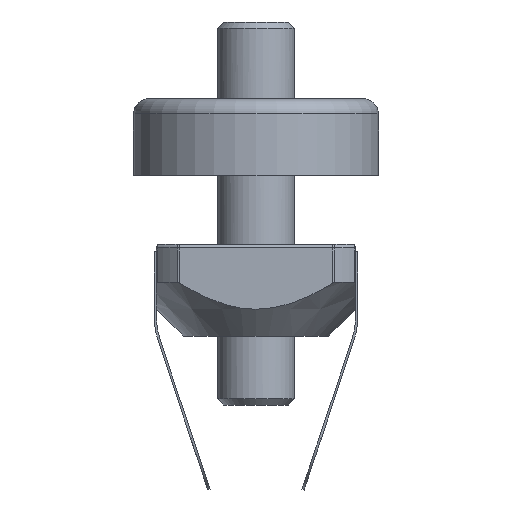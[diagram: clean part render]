
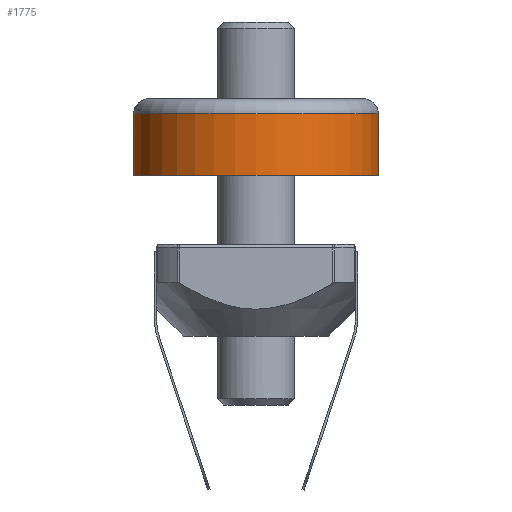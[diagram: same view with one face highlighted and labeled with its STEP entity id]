
A CAD part, left-side view. The second image highlights one B-rep face of the part: STEP entity #1775.
In plain terms, the highlighted cylindrical face has radius 8 mm (diameter 16 mm), a partial arc.
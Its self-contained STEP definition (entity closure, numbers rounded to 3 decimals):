
#1775=ADVANCED_FACE('',(#1980),#1981,.T.);
#1980=FACE_OUTER_BOUND('',#2202,.T.);
#1981=CYLINDRICAL_SURFACE('',#2203,8.0);
#2202=EDGE_LOOP('',(#2804,#2805,#2806,#2807));
#2203=AXIS2_PLACEMENT_3D('',#2808,#2809,#2810);
#2804=ORIENTED_EDGE('',*,*,#3051,.T.);
#2805=ORIENTED_EDGE('',*,*,#3052,.T.);
#2806=ORIENTED_EDGE('',*,*,#3047,.F.);
#2807=ORIENTED_EDGE('',*,*,#3053,.T.);
#2808=CARTESIAN_POINT('',(6.0,0.,-2.5));
#2809=DIRECTION('',(0.0,0.0,1.0));
#2810=DIRECTION('',(1.0,0.0,0.0));
#3047=EDGE_CURVE('',#3339,#3340,#3341,.T.);
#3051=EDGE_CURVE('',#3347,#3348,#3349,.T.);
#3052=EDGE_CURVE('',#3348,#3340,#3350,.F.);
#3053=EDGE_CURVE('',#3339,#3347,#3351,.T.);
#3339=VERTEX_POINT('',#3941);
#3340=VERTEX_POINT('',#3942);
#3341=LINE('',#3943,#3944);
#3347=VERTEX_POINT('',#3953);
#3348=VERTEX_POINT('',#3954);
#3349=LINE('',#3955,#3956);
#3350=CIRCLE('',#3957,8.0);
#3351=CIRCLE('',#3958,8.0);
#3941=CARTESIAN_POINT('',(6.0,-8.0,-2.5));
#3942=CARTESIAN_POINT('',(6.0,-8.0,1.5));
#3943=CARTESIAN_POINT('',(6.0,-8.0,-2.5));
#3944=VECTOR('',#4248,1.0);
#3953=CARTESIAN_POINT('',(6.0,8.0,-2.5));
#3954=CARTESIAN_POINT('',(6.0,8.0,1.5));
#3955=CARTESIAN_POINT('',(6.0,8.0,-2.5));
#3956=VECTOR('',#4252,1.0);
#3957=AXIS2_PLACEMENT_3D('',#4253,#4254,#4255);
#3958=AXIS2_PLACEMENT_3D('',#4256,#4257,#4258);
#4248=DIRECTION('',(0.0,0.0,1.0));
#4252=DIRECTION('',(0.0,0.0,1.0));
#4253=CARTESIAN_POINT('',(6.0,0.,1.5));
#4254=DIRECTION('',(0.0,0.0,1.0));
#4255=DIRECTION('',(1.0,0.0,0.0));
#4256=CARTESIAN_POINT('',(6.0,0.,-2.5));
#4257=DIRECTION('',(0.0,0.0,1.0));
#4258=DIRECTION('',(1.0,0.0,0.0));
